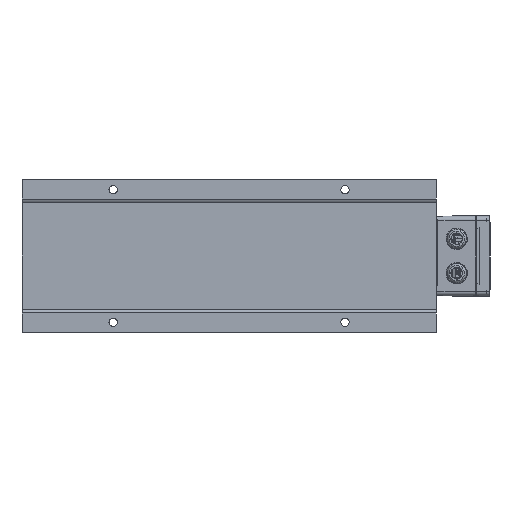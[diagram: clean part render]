
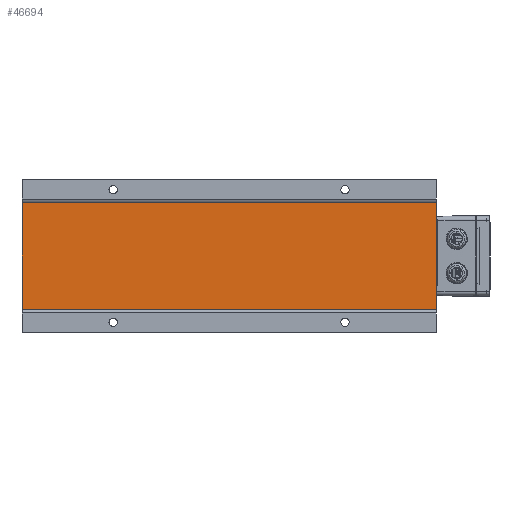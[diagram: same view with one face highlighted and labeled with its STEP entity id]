
A CAD part, front view. The second image highlights one B-rep face of the part: STEP entity #46694.
In plain terms, the highlighted planar face has unit normal (0, -1, 0).
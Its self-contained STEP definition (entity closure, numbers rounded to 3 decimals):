
#4155=PLANE('',#50139);
#6343=FACE_OUTER_BOUND('',#8920,.T.);
#8920=EDGE_LOOP('',(#39468,#39469,#39470,#39471));
#13041=LINE('',#76289,#17325);
#13059=LINE('',#76341,#17343);
#13109=LINE('',#76580,#17393);
#13110=LINE('',#76582,#17394);
#17325=VECTOR('',#60190,10.);
#17343=VECTOR('',#60244,10.);
#17393=VECTOR('',#60446,10.);
#17394=VECTOR('',#60449,10.);
#21825=VERTEX_POINT('',#76286);
#21826=VERTEX_POINT('',#76288);
#21841=VERTEX_POINT('',#76338);
#21842=VERTEX_POINT('',#76340);
#27842=EDGE_CURVE('',#21826,#21825,#13041,.T.);
#27868=EDGE_CURVE('',#21841,#21842,#13059,.T.);
#27967=EDGE_CURVE('',#21842,#21825,#13109,.T.);
#27968=EDGE_CURVE('',#21841,#21826,#13110,.T.);
#39468=ORIENTED_EDGE('',*,*,#27967,.F.);
#39469=ORIENTED_EDGE('',*,*,#27868,.F.);
#39470=ORIENTED_EDGE('',*,*,#27968,.T.);
#39471=ORIENTED_EDGE('',*,*,#27842,.T.);
#46694=ADVANCED_FACE('',(#6343),#4155,.T.);
#50139=AXIS2_PLACEMENT_3D('',#76581,#60447,#60448);
#60190=DIRECTION('',(-1.,0.,0.));
#60244=DIRECTION('',(-1.,0.,0.));
#60446=DIRECTION('',(0.,0.,1.));
#60447=DIRECTION('center_axis',(0.,-1.,0.));
#60448=DIRECTION('ref_axis',(0.,0.,
1.));
#60449=DIRECTION('',(0.,0.,1.));
#76286=CARTESIAN_POINT('',(-312.5,-312.5,75.));
#76288=CARTESIAN_POINT('',(312.5,-312.5,75.));
#76289=CARTESIAN_POINT('',(-312.5,-312.5,75.));
#76338=CARTESIAN_POINT('',(312.5,-312.5,-85.));
#76340=CARTESIAN_POINT('',(-312.5,-312.5,-85.));
#76341=CARTESIAN_POINT('',(312.5,-312.5,-85.));
#76580=CARTESIAN_POINT('',(-312.5,-312.5,-85.));
#76581=CARTESIAN_POINT('Origin',(312.5,-312.5,-85.));
#76582=CARTESIAN_POINT('',(312.5,-312.5,-85.));
